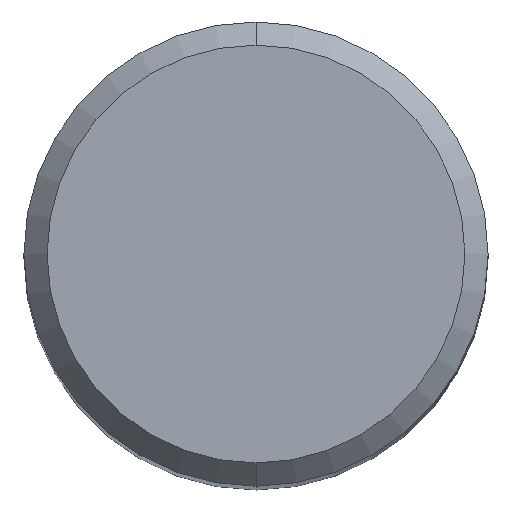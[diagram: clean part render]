
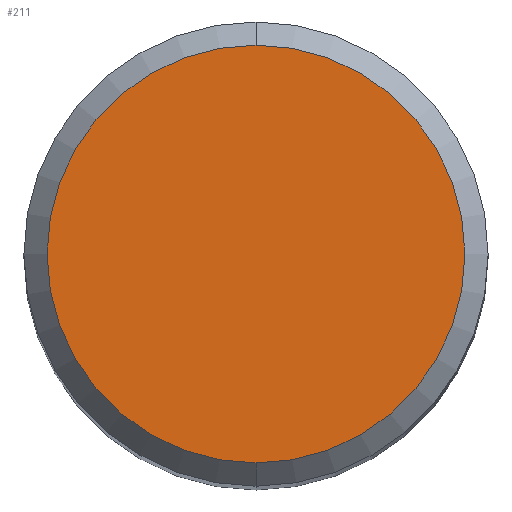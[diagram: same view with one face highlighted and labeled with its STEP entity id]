
A CAD part, top view. The second image highlights one B-rep face of the part: STEP entity #211.
In plain terms, the highlighted planar face has unit normal (0, 0, 1).
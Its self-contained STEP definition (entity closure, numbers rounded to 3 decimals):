
#111=EDGE_CURVE('',#187,#175,#264,.T.);
#157=EDGE_CURVE('',#175,#187,#315,.T.);
#175=VERTEX_POINT('',#336);
#187=VERTEX_POINT('',#349);
#211=ADVANCED_FACE('',(#376),#377,.T.);
#264=CIRCLE('',#428,5.4);
#315=CIRCLE('',#490,5.4);
#336=CARTESIAN_POINT('',(0.0,5.4,0.0));
#349=CARTESIAN_POINT('',(0.,-5.4,0.0));
#376=FACE_OUTER_BOUND('',#569,.T.);
#377=PLANE('',#570);
#428=AXIS2_PLACEMENT_3D('',#621,#622,#623);
#490=AXIS2_PLACEMENT_3D('',#680,#681,#682);
#569=EDGE_LOOP('',(#762,#763));
#570=AXIS2_PLACEMENT_3D('',#764,#765,#766);
#621=CARTESIAN_POINT('',(0.0,0.0,0.0));
#622=DIRECTION('',(0.0,0.0,-1.0));
#623=DIRECTION('',(0.0,1.0,0.0));
#680=CARTESIAN_POINT('',(0.0,0.0,0.0));
#681=DIRECTION('',(0.0,0.0,-1.0));
#682=DIRECTION('',(0.0,1.0,0.0));
#762=ORIENTED_EDGE('',*,*,#157,.F.);
#763=ORIENTED_EDGE('',*,*,#111,.F.);
#764=CARTESIAN_POINT('',(0.0,2.7,0.0));
#765=DIRECTION('',(-0.0,0.0,1.0));
#766=DIRECTION('',(0.0,-1.0,0.0));
